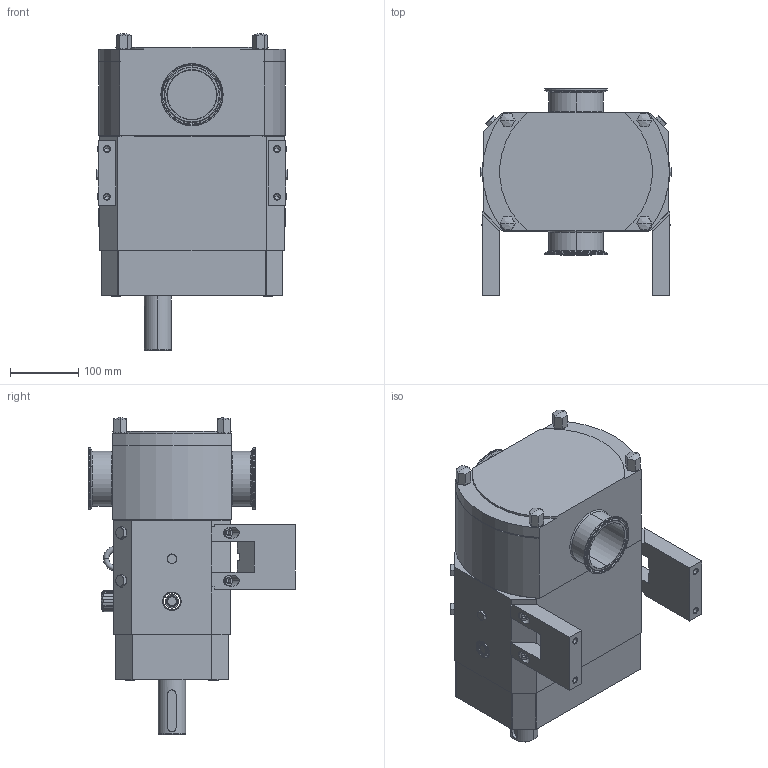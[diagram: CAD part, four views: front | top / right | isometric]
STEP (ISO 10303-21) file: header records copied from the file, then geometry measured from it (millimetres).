
FILE_DESCRIPTION((''),'2;1');
FILE_NAME('FL2S100L_3_TRI_CLAMP_SW0001','2023-01-23T13:10:28',('DS'),(''),'CREO PARAMETRIC BY PTC INC, 2022281','CREO PARAMETRIC BY PTC INC, 2022281','');
FILE_SCHEMA(('CONFIG_CONTROL_DESIGN'));
Length unit declared in the file: millimetre
Products named in the file (1): FL2S100L_3_TRI_CLAMP_SW0001
Bounding box: 279.6 x 301.77 x 463.63 mm (x, y, z)
Volume: 16418786.6 mm3; surface area: 598261.8 mm2
Topology: 1 solids, 1 shells, 600 faces, 1408 edges, 830 vertices
Faces by surface type: plane 274, cone 132, cylinder 130, torus 52, bspline 12
Entity records: 20269 total; most frequent: CARTESIAN_POINT 6699, DIRECTION 2876, ORIENTED_EDGE 2760, EDGE_CURVE 1380, AXIS2_PLACEMENT_3D 1096, VERTEX_POINT 832, VECTOR 684, LINE 684
